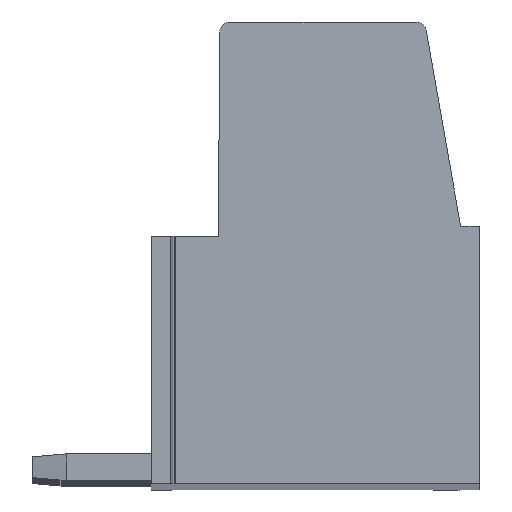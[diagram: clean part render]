
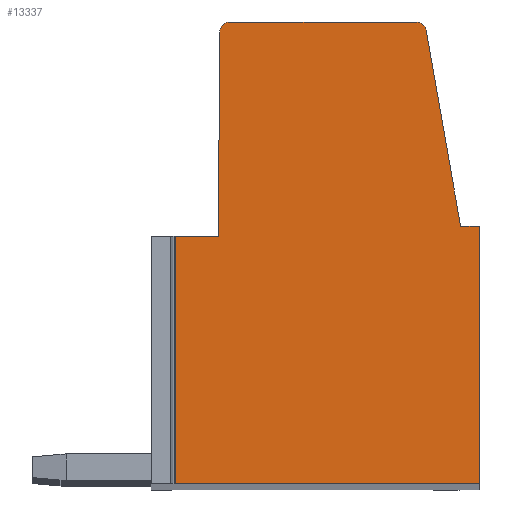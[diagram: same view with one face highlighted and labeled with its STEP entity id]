
A CAD part, top view. The second image highlights one B-rep face of the part: STEP entity #13337.
In plain terms, the highlighted planar face has unit normal (0, 0, 1).
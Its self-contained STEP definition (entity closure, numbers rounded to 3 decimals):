
#2251=DIRECTION('',(0.,1.,0.));
#2252=VECTOR('',#2251,7.4);
#2253=CARTESIAN_POINT('',(-4.225,-7.4,2.5));
#2254=LINE('',#2253,#2252);
#2255=DIRECTION('',(-1.,0.,0.));
#2256=VECTOR('',#2255,1.325);
#2257=CARTESIAN_POINT('',(-2.9,0.,2.5));
#2258=LINE('',#2257,#2256);
#2259=DIRECTION('',(-0.007,-1.,0.));
#2260=VECTOR('',#2259,6.1);
#2261=CARTESIAN_POINT('',(-2.859,6.1,2.5));
#2262=LINE('',#2261,#2260);
#2263=CARTESIAN_POINT('',(-2.557,6.098,2.5));
#2264=DIRECTION('',(0.,0.,1.));
#2265=DIRECTION('',(0.,1.,0.));
#2266=AXIS2_PLACEMENT_3D('',#2263,#2264,#2265);
#2268=DIRECTION('',(-1.,0.,0.));
#2269=VECTOR('',#2268,5.57);
#2270=CARTESIAN_POINT('',(3.013,6.4,2.5));
#2271=LINE('',#2270,#2269);
#2272=CARTESIAN_POINT('',(3.013,6.098,2.5));
#2273=DIRECTION('',(0.,0.,1.));
#2274=DIRECTION('',(0.985,0.173,0.));
#2275=AXIS2_PLACEMENT_3D('',#2272,#2273,#2274);
#2277=DIRECTION('',(-0.173,0.985,0.));
#2278=VECTOR('',#2277,5.94);
#2279=CARTESIAN_POINT('',(4.34,0.3,2.5));
#2280=LINE('',#2279,#2278);
#2281=DIRECTION('',(-1.,0.,0.));
#2282=VECTOR('',#2281,0.56);
#2283=CARTESIAN_POINT('',(4.9,0.3,2.5));
#2284=LINE('',#2283,#2282);
#2285=DIRECTION('',(0.,1.,0.));
#2286=VECTOR('',#2285,7.7);
#2287=CARTESIAN_POINT('',(4.9,-7.4,2.5));
#2288=LINE('',#2287,#2286);
#2289=DIRECTION('',(1.,0.,0.));
#2290=VECTOR('',#2289,9.125);
#2291=CARTESIAN_POINT('',(-4.225,-7.4,2.5));
#2292=LINE('',#2291,#2290);
#7935=CARTESIAN_POINT('',(4.9,-7.4,2.5));
#7936=CARTESIAN_POINT('',(4.9,0.3,2.5));
#7937=VERTEX_POINT('',#7935);
#7938=VERTEX_POINT('',#7936);
#7939=CARTESIAN_POINT('',(4.34,0.3,2.5));
#7940=VERTEX_POINT('',#7939);
#7941=CARTESIAN_POINT('',(3.311,6.15,2.5));
#7942=VERTEX_POINT('',#7941);
#7943=CARTESIAN_POINT('',(3.013,6.4,2.5));
#7944=VERTEX_POINT('',#7943);
#7945=CARTESIAN_POINT('',(-2.557,6.4,2.5));
#7946=VERTEX_POINT('',#7945);
#7947=CARTESIAN_POINT('',(-2.859,6.1,2.5));
#7948=VERTEX_POINT('',#7947);
#7949=CARTESIAN_POINT('',(-2.9,0.,2.5));
#7950=VERTEX_POINT('',#7949);
#7995=CARTESIAN_POINT('',(-4.225,-7.4,2.5));
#7996=CARTESIAN_POINT('',(-4.225,0.,2.5));
#7997=VERTEX_POINT('',#7995);
#7998=VERTEX_POINT('',#7996);
#13313=CARTESIAN_POINT('',(0.,0.,2.5));
#13314=DIRECTION('',(0.,0.,1.));
#13315=DIRECTION('',(1.,0.,0.));
#13316=AXIS2_PLACEMENT_3D('',#13313,#13314,#13315);
#13317=PLANE('',#13316);
#13318=ORIENTED_EDGE('',*,*,#13305,.T.);
#13319=ORIENTED_EDGE('',*,*,#10120,.F.);
#13321=ORIENTED_EDGE('',*,*,#13320,.F.);
#13323=ORIENTED_EDGE('',*,*,#13322,.F.);
#13325=ORIENTED_EDGE('',*,*,#13324,.F.);
#13327=ORIENTED_EDGE('',*,*,#13326,.F.);
#13329=ORIENTED_EDGE('',*,*,#13328,.F.);
#13331=ORIENTED_EDGE('',*,*,#13330,.F.);
#13333=ORIENTED_EDGE('',*,*,#13332,.F.);
#13334=ORIENTED_EDGE('',*,*,#10368,.F.);
#13335=EDGE_LOOP('',(#13318,#13319,#13321,#13323,#13325,#13327,#13329,#13331,
#13333,#13334));
#13336=FACE_OUTER_BOUND('',#13335,.F.);
#2267=CIRCLE('',#2266,0.302);
#2276=CIRCLE('',#2275,0.302);
#10120=EDGE_CURVE('',#7950,#7998,#2258,.T.);
#10368=EDGE_CURVE('',#7997,#7937,#2292,.T.);
#13305=EDGE_CURVE('',#7997,#7998,#2254,.T.);
#13320=EDGE_CURVE('',#7948,#7950,#2262,.T.);
#13322=EDGE_CURVE('',#7946,#7948,#2267,.T.);
#13324=EDGE_CURVE('',#7944,#7946,#2271,.T.);
#13326=EDGE_CURVE('',#7942,#7944,#2276,.T.);
#13328=EDGE_CURVE('',#7940,#7942,#2280,.T.);
#13330=EDGE_CURVE('',#7938,#7940,#2284,.T.);
#13332=EDGE_CURVE('',#7937,#7938,#2288,.T.);
#13337=ADVANCED_FACE('',(#13336),#13317,.T.);
